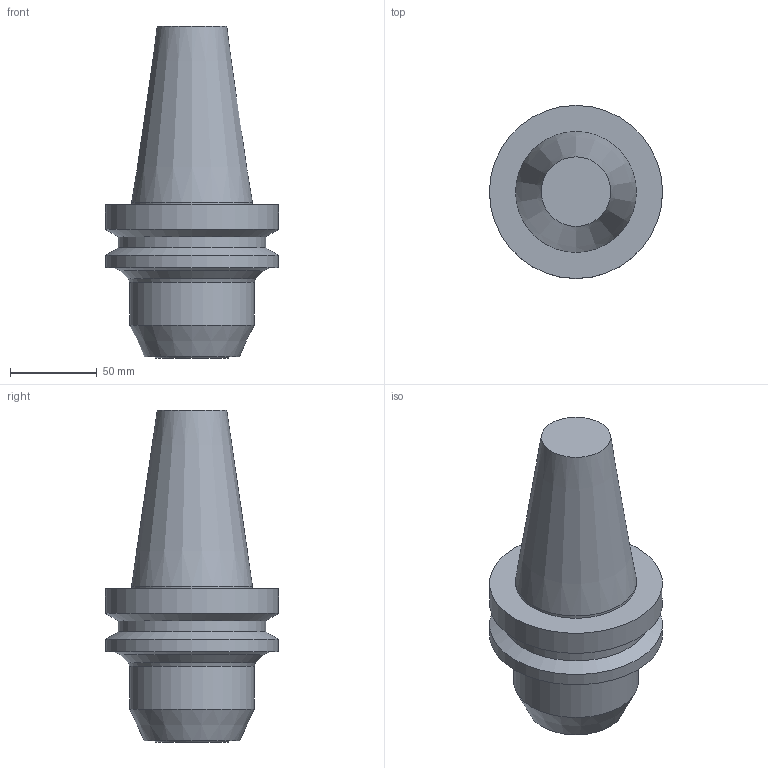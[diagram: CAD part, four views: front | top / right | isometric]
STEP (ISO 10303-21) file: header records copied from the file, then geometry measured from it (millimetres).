
FILE_DESCRIPTION((''),'1');
FILE_NAME('BBT50-HDC31L-90.stp','2013-10-11T07:29:42',(''),(''),'Spatial Interop R18','Kubotek KeyCreator V8.5.1 (14335)',' ');
FILE_SCHEMA(('CONFIG_CONTROL_DESIGN'));
Length unit declared in the file: millimetre
Products named in the file (1): 1
Bounding box: 100 x 100 x 191.8 mm (x, y, z)
Volume: 716823.3 mm3; surface area: 53579.9 mm2
Topology: 1 solids, 1 shells, 18 faces, 30 edges, 17 vertices
Faces by surface type: cone 8, plane 5, cylinder 5
Full cylindrical faces by diameter (mm): 69.85 x1, 72 x1, 85 x1, 100 x2
Entity records: 398 total; most frequent: DIRECTION 72, CARTESIAN_POINT 53, AXIS2_PLACEMENT_3D 36, EDGE_LOOP 34, ORIENTED_EDGE 34, FACE_BOUND 29, ADVANCED_FACE 18, EDGE_CURVE 17
